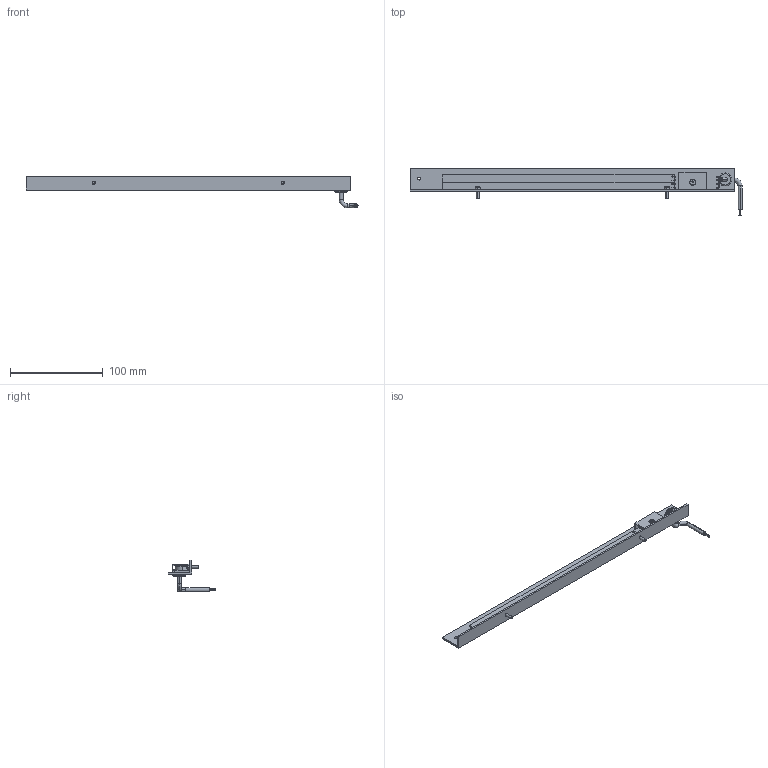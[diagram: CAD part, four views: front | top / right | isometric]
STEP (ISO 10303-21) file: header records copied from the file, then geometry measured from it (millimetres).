
FILE_DESCRIPTION (( 'STEP AP214' ), '1' );
FILE_NAME ('INGUN_115218.STEP', '2023-11-29T09:05:36', ( '' ), ( '' ), 'SwSTEP 2.0', 'SolidWorks 2021', '' );
FILE_SCHEMA (( 'AUTOMOTIVE_DESIGN' ));
Length unit declared in the file: millimetre
Products named in the file (9): 8088~0_S; INGUN_115218; 45997~1_S; 55560~1_45996<S>; DIN912~n_M03,0x010; 45673~0_250 lang <S>; 115220~1_S; 115217~0_S; 45674~0_250 lang <S>
Assembly tree (9 placements, depth 2):
  INGUN_115218
    45997~1_S
    45673~0_250 lang <S>
    45674~0_250 lang <S>
    55560~1_45996<S>
    8088~0_S
    DIN912~n_M03,0x010  x2
    115217~0_S
    115220~1_S
Bounding box: 358.15 x 51 x 34.15 mm (x, y, z)
Volume: 38397.2 mm3; surface area: 43842.3 mm2
Topology: 18 solids, 18 shells, 287 faces, 659 edges, 423 vertices
Faces by surface type: plane 130, cylinder 107, bspline 32, torus 10, cone 8
Entity records: 9454 total; most frequent: CARTESIAN_POINT 2026, DIRECTION 1261, ORIENTED_EDGE 1176, EDGE_CURVE 588, AXIS2_PLACEMENT_3D 474, VERTEX_POINT 377, LINE 313, VECTOR 313
